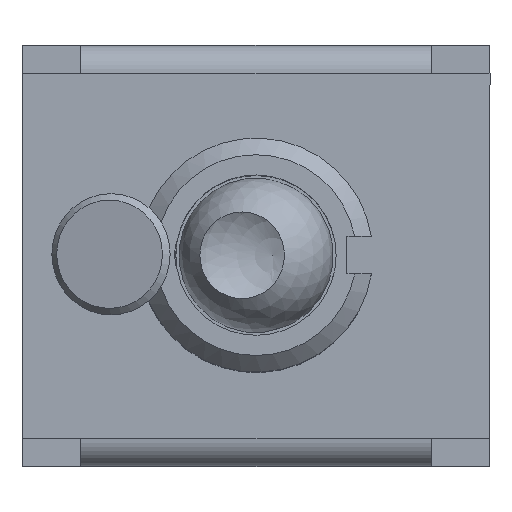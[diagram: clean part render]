
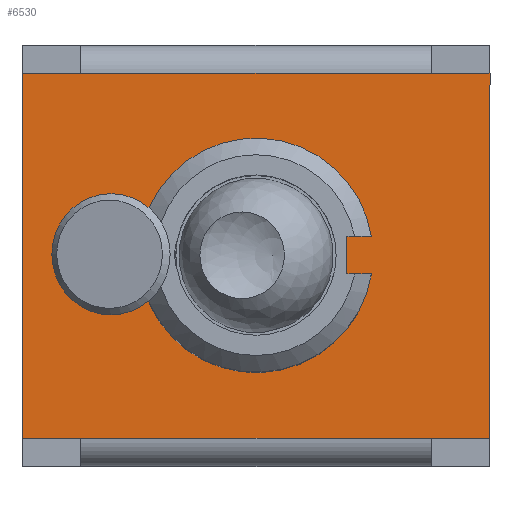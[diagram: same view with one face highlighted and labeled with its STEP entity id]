
A CAD part, top view. The second image highlights one B-rep face of the part: STEP entity #6530.
In plain terms, the highlighted planar face has unit normal (0, 0, 1).
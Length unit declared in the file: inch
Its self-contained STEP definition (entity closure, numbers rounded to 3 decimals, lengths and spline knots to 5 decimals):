
#313=CIRCLE('',#7099,0.125);
#359=FACE_BOUND('',#1020,.T.);
#623=FACE_OUTER_BOUND('',#1019,.T.);
#1019=EDGE_LOOP('',(#5426,#5427,#5428,#5429,#5430,#5431,#5432,#5433));
#1020=EDGE_LOOP('',(#5434,#5435,#5436,#5437));
#1622=LINE('',#10490,#2357);
#1625=LINE('',#10496,#2360);
#1627=LINE('',#10499,#2362);
#1628=LINE('',#10505,#2363);
#1629=LINE('',#10507,#2364);
#1630=LINE('',#10509,#2365);
#1631=LINE('',#10511,#2366);
#1632=LINE('',#10513,#2367);
#1633=LINE('',#10515,#2368);
#1634=LINE('',#10517,#2369);
#1635=LINE('',#10518,#2370);
#2357=VECTOR('',#8595,0.3937);
#2360=VECTOR('',#8600,0.3937);
#2362=VECTOR('',#8604,0.3937);
#2363=VECTOR('',#8611,0.3937);
#2364=VECTOR('',#8612,0.3937);
#2365=VECTOR('',#8613,0.3937);
#2366=VECTOR('',#8614,0.3937);
#2367=VECTOR('',#8615,0.3937);
#2368=VECTOR('',#8616,0.3937);
#2369=VECTOR('',#8617,0.3937);
#2370=VECTOR('',#8618,0.3937);
#3033=VERTEX_POINT('',#10487);
#3034=VERTEX_POINT('',#10489);
#3035=VERTEX_POINT('',#10493);
#3036=VERTEX_POINT('',#10495);
#3037=VERTEX_POINT('',#10503);
#3038=VERTEX_POINT('',#10504);
#3039=VERTEX_POINT('',#10506);
#3040=VERTEX_POINT('',#10508);
#3041=VERTEX_POINT('',#10510);
#3042=VERTEX_POINT('',#10512);
#3043=VERTEX_POINT('',#10514);
#3044=VERTEX_POINT('',#10516);
#3864=EDGE_CURVE('',#3034,#3033,#1622,.T.);
#3867=EDGE_CURVE('',#3036,#3035,#1625,.T.);
#3869=EDGE_CURVE('',#3035,#3034,#1627,.T.);
#3870=EDGE_CURVE('',#3033,#3036,#313,.T.);
#3871=EDGE_CURVE('',#3037,#3038,#1628,.T.);
#3872=EDGE_CURVE('',#3038,#3039,#1629,.T.);
#3873=EDGE_CURVE('',#3039,#3040,#1630,.T.);
#3874=EDGE_CURVE('',#3041,#3040,#1631,.T.);
#3875=EDGE_CURVE('',#3042,#3041,#1632,.T.);
#3876=EDGE_CURVE('',#3042,#3043,#1633,.T.);
#3877=EDGE_CURVE('',#3043,#3044,#1634,.T.);
#3878=EDGE_CURVE('',#3037,#3044,#1635,.T.);
#5426=ORIENTED_EDGE('',*,*,#3871,.T.);
#5427=ORIENTED_EDGE('',*,*,#3872,.T.);
#5428=ORIENTED_EDGE('',*,*,#3873,.T.);
#5429=ORIENTED_EDGE('',*,*,#3874,.F.);
#5430=ORIENTED_EDGE('',*,*,#3875,.F.);
#5431=ORIENTED_EDGE('',*,*,#3876,.T.);
#5432=ORIENTED_EDGE('',*,*,#3877,.T.);
#5433=ORIENTED_EDGE('',*,*,#3878,.F.);
#5434=ORIENTED_EDGE('',*,*,#3867,.T.);
#5435=ORIENTED_EDGE('',*,*,#3869,.T.);
#5436=ORIENTED_EDGE('',*,*,#3864,.T.);
#5437=ORIENTED_EDGE('',*,*,#3870,.T.);
#6171=PLANE('',#7100);
#6530=ADVANCED_FACE('',(#623,#359),#6171,.T.);
#7099=AXIS2_PLACEMENT_3D('',#10501,#8607,#8608);
#7100=AXIS2_PLACEMENT_3D('',#10502,#8609,#8610);
#8595=DIRECTION('',(1.,0.,0.));
#8600=DIRECTION('',(-1.,0.,0.));
#8604=DIRECTION('',(0.,-1.,0.));
#8607=DIRECTION('center_axis',(0.,0.,
-1.));
#8608=DIRECTION('ref_axis',(0.987,0.161,0.));
#8609=DIRECTION('center_axis',(0.,0.,
1.));
#8610=DIRECTION('ref_axis',(1.,0.,0.));
#8611=DIRECTION('',(1.,0.,0.));
#8612=DIRECTION('',(1.,0.,0.));
#8613=DIRECTION('',(0.,1.,0.));
#8614=DIRECTION('',(1.,0.,0.));
#8615=DIRECTION('',(1.,0.,0.));
#8616=DIRECTION('',(-1.,0.,0.));
#8617=DIRECTION('',(0.,-1.,0.));
#8618=DIRECTION('',(-1.,0.,0.));
#10487=CARTESIAN_POINT('',(0.12338,-0.02008,0.35));
#10489=CARTESIAN_POINT('',(0.09705,-0.02008,0.35));
#10490=CARTESIAN_POINT('',(0.04852,-0.02008,0.35));
#10493=CARTESIAN_POINT('',(0.09705,0.02008,0.35));
#10495=CARTESIAN_POINT('',(0.12338,0.02008,0.35));
#10496=CARTESIAN_POINT('',(0.06169,0.02008,0.35));
#10499=CARTESIAN_POINT('',(0.09705,0.10758,0.35));
#10501=CARTESIAN_POINT('Origin',(0.,0.,
0.35));
#10502=CARTESIAN_POINT('Origin',(0.,0.19508,
0.35));
#10503=CARTESIAN_POINT('',(-0.18701,-0.19508,0.35));
#10504=CARTESIAN_POINT('',(0.18701,-0.19508,0.35));
#10505=CARTESIAN_POINT('',(0.,-0.19508,0.35));
#10506=CARTESIAN_POINT('',(0.25,-0.19508,0.35));
#10507=CARTESIAN_POINT('',(0.18701,-0.19508,0.35));
#10508=CARTESIAN_POINT('',(0.25,0.19508,0.35));
#10509=CARTESIAN_POINT('',(0.25,-0.19508,0.35));
#10510=CARTESIAN_POINT('',(0.18701,0.19508,0.35));
#10511=CARTESIAN_POINT('',(0.18701,0.19508,0.35));
#10512=CARTESIAN_POINT('',(-0.18701,0.19508,0.35));
#10513=CARTESIAN_POINT('',(0.,0.19508,0.35));
#10514=CARTESIAN_POINT('',(-0.25,0.19508,0.35));
#10515=CARTESIAN_POINT('',(-0.18701,0.19508,0.35));
#10516=CARTESIAN_POINT('',(-0.25,-0.19508,0.35));
#10517=CARTESIAN_POINT('',(-0.25,-0.19508,0.35));
#10518=CARTESIAN_POINT('',(-0.18701,-0.19508,0.35));
